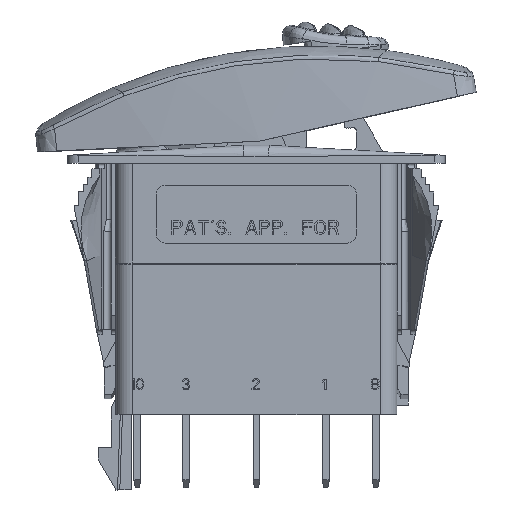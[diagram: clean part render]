
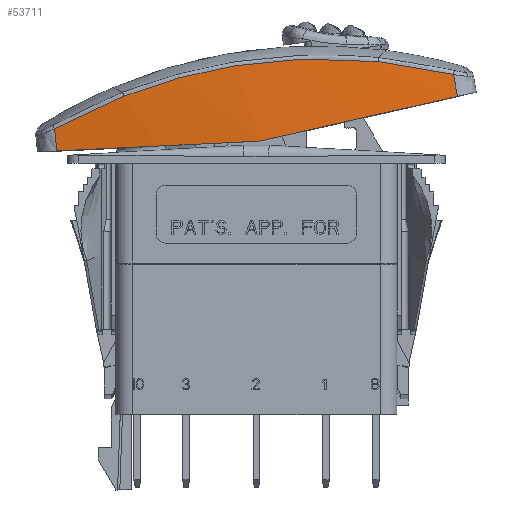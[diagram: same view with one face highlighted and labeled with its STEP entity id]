
A CAD part, top view. The second image highlights one B-rep face of the part: STEP entity #53711.
In plain terms, the highlighted conical face has half-angle 2 degrees and reference radius 177.644 mm.
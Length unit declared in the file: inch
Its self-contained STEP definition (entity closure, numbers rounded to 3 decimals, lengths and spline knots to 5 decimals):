
#4295=CARTESIAN_POINT('',(0.01382,0.55344,
0.53));
#4296=CARTESIAN_POINT('',(-0.13896,0.5461,
0.52953));
#4297=CARTESIAN_POINT('',(-0.44386,0.53145,
0.51866));
#4298=CARTESIAN_POINT('',(-0.7474,0.51687,
0.48804));
#4299=CARTESIAN_POINT('',(-0.89884,0.5096,
0.46776));
#4305=CARTESIAN_POINT('',(0.90501,0.75509,
0.46776));
#4306=CARTESIAN_POINT('',(0.75714,0.72163,
0.48804));
#4307=CARTESIAN_POINT('',(0.46073,0.65456,
0.51866));
#4308=CARTESIAN_POINT('',(0.16301,0.58719,
0.52953));
#4309=CARTESIAN_POINT('',(0.01382,0.55344,
0.53));
#4392=CARTESIAN_POINT('',(-0.90877,0.60913,
0.46471));
#4393=CARTESIAN_POINT('',(-0.90767,0.59807,
0.46505));
#4394=CARTESIAN_POINT('',(-0.90546,0.57595,
0.46573));
#4395=CARTESIAN_POINT('',(-0.90215,0.54278,
0.46674));
#4396=CARTESIAN_POINT('',(-0.89994,0.52066,
0.46742));
#4397=CARTESIAN_POINT('',(-0.89884,0.5096,
0.46776));
#4506=CARTESIAN_POINT('',(0.88798,0.85366,
0.46471));
#4507=CARTESIAN_POINT('',(0.88987,0.84271,
0.46505));
#4508=CARTESIAN_POINT('',(0.89366,0.8208,
0.46573));
#4509=CARTESIAN_POINT('',(0.89933,0.78795,
0.46674));
#4510=CARTESIAN_POINT('',(0.90312,0.76604,
0.46742));
#4511=CARTESIAN_POINT('',(0.90501,0.75509,
0.46776));
#4533=CARTESIAN_POINT('',(0.88798,0.85366,
0.46471));
#5136=CARTESIAN_POINT('',(0.54785,0.91196,
0.49621));
#5137=CARTESIAN_POINT('',(0.52711,0.91404,
0.49772));
#5138=CARTESIAN_POINT('',(0.48567,0.91769,
0.50059));
#5139=CARTESIAN_POINT('',(0.42365,0.92162,
0.50441));
#5140=CARTESIAN_POINT('',(0.36182,0.92402,
0.50775));
#5141=CARTESIAN_POINT('',(0.30023,0.92489,
0.5106));
#5142=CARTESIAN_POINT('',(0.23889,0.92424,
0.51298));
#5143=CARTESIAN_POINT('',(0.17784,0.92208,
0.51488));
#5144=CARTESIAN_POINT('',(0.11707,0.91842,
0.5163));
#5145=CARTESIAN_POINT('',(0.05658,0.91325,
0.51725));
#5146=CARTESIAN_POINT('',(-0.00367,0.90659,
0.51772));
#5147=CARTESIAN_POINT('',(-0.06369,0.89842,
0.51772));
#5148=CARTESIAN_POINT('',(-0.12353,0.88874,
0.51725));
#5149=CARTESIAN_POINT('',(-0.18321,0.87755,
0.5163));
#5150=CARTESIAN_POINT('',(-0.24274,0.86485,
0.51488));
#5151=CARTESIAN_POINT('',(-0.30216,0.85061,
0.51298));
#5152=CARTESIAN_POINT('',(-0.36143,0.83484,
0.5106));
#5153=CARTESIAN_POINT('',(-0.42055,0.81754,
0.50775));
#5154=CARTESIAN_POINT('',(-0.47949,0.79871,
0.50441));
#5155=CARTESIAN_POINT('',(-0.53821,0.77834,
0.50059));
#5156=CARTESIAN_POINT('',(-0.57716,0.76376,
0.49772));
#5157=CARTESIAN_POINT('',(-0.59659,0.75621,
0.49621));
#5187=CARTESIAN_POINT('',(-0.59659,0.75621,
0.49621));
#5188=CARTESIAN_POINT('',(-0.61293,0.74986,
0.49494));
#5189=CARTESIAN_POINT('',(-0.6461,0.73652,
0.49225));
#5190=CARTESIAN_POINT('',(-0.69731,0.7145,
0.48771));
#5191=CARTESIAN_POINT('',(-0.74998,0.69043,
0.48264));
#5192=CARTESIAN_POINT('',(-0.80333,0.66463,
0.47708));
#5193=CARTESIAN_POINT('',(-0.85646,0.63751,
0.4711));
#5194=CARTESIAN_POINT('',(-0.8914,0.61872,
0.46688));
#5195=CARTESIAN_POINT('',(-0.90877,0.60913,
0.46471));
#5217=CARTESIAN_POINT('',(-0.90877,0.60913,
0.46471));
#5780=CARTESIAN_POINT('',(0.88798,0.85366,
0.46471));
#5781=CARTESIAN_POINT('',(0.86868,0.85826,
0.46688));
#5782=CARTESIAN_POINT('',(0.82999,0.86703,
0.4711));
#5783=CARTESIAN_POINT('',(0.77154,0.87896,
0.47708));
#5784=CARTESIAN_POINT('',(0.71324,0.88957,
0.48264));
#5785=CARTESIAN_POINT('',(0.65606,0.89868,
0.48771));
#5786=CARTESIAN_POINT('',(0.60082,0.90621,
0.49225));
#5787=CARTESIAN_POINT('',(0.56529,0.91021,
0.49494));
#5788=CARTESIAN_POINT('',(0.54785,0.91196,
0.49621));
#47957=VERTEX_POINT('',#5217);
#47970=VERTEX_POINT('',#4533);
#47971=VERTEX_POINT('',#5788);
#47974=VERTEX_POINT('',#5157);
#47983=VERTEX_POINT('',#4295);
#47984=VERTEX_POINT('',#4299);
#47985=VERTEX_POINT('',#4305);
#53692=CARTESIAN_POINT('',(-0.00993,0.72797,-6.47));
#53693=DIRECTION('',(0.135,-0.991,0.));
#53694=DIRECTION('',(0.991,0.135,0.));
#53695=AXIS2_PLACEMENT_3D('',#53692,#53693,#53694);
#53696=CONICAL_SURFACE('',#53695,6.99385,2.);
#53697=ORIENTED_EDGE('',*,*,#53657,.T.);
#53699=ORIENTED_EDGE('',*,*,#53698,.F.);
#53701=ORIENTED_EDGE('',*,*,#53700,.F.);
#53703=ORIENTED_EDGE('',*,*,#53702,.F.);
#53705=ORIENTED_EDGE('',*,*,#53704,.F.);
#53707=ORIENTED_EDGE('',*,*,#53706,.T.);
#53708=ORIENTED_EDGE('',*,*,#53668,.T.);
#53709=EDGE_LOOP('',(#53697,#53699,#53701,#53703,#53705,#53707,#53708));
#53710=FACE_OUTER_BOUND('',#53709,.F.);
#4300=B_SPLINE_CURVE_WITH_KNOTS('',3,(#4295,#4296,#4297,#4298,#4299),
.UNSPECIFIED.,.F.,.F.,(4,1,4),(0.,0.5,1.),.UNSPECIFIED.);
#4310=B_SPLINE_CURVE_WITH_KNOTS('',3,(#4305,#4306,#4307,#4308,#4309),
.UNSPECIFIED.,.F.,.F.,(4,1,4),(0.,0.5,1.),.UNSPECIFIED.);
#4398=B_SPLINE_CURVE_WITH_KNOTS('',3,(#4392,#4393,#4394,#4395,#4396,#4397),
.UNSPECIFIED.,.F.,.F.,(4,1,1,4),(0.,0.33333,0.66667,1.),
.UNSPECIFIED.);
#4512=B_SPLINE_CURVE_WITH_KNOTS('',3,(#4506,#4507,#4508,#4509,#4510,#4511),
.UNSPECIFIED.,.F.,.F.,(4,1,1,4),(0.,0.33333,0.66667,1.),
.UNSPECIFIED.);
#5158=B_SPLINE_CURVE_WITH_KNOTS('',3,(#5136,#5137,#5138,#5139,#5140,#5141,#5142,
#5143,#5144,#5145,#5146,#5147,#5148,#5149,#5150,#5151,#5152,#5153,#5154,#5155,
#5156,#5157),.UNSPECIFIED.,.F.,.F.,(4,1,1,1,1,1,1,1,1,1,1,1,1,1,1,1,1,1,1,4),(
0.,0.05263,0.10526,0.15789,0.21053,
0.26316,0.31579,0.36842,0.42105,
0.47368,0.52632,0.57895,0.63158,
0.68421,0.73684,0.78947,0.84211,
0.89474,0.94737,1.),.UNSPECIFIED.);
#5196=B_SPLINE_CURVE_WITH_KNOTS('',3,(#5187,#5188,#5189,#5190,#5191,#5192,#5193,
#5194,#5195),.UNSPECIFIED.,.F.,.F.,(4,1,1,1,1,1,4),(0.,0.16667,
0.33333,0.5,0.66667,0.83333,1.),
.UNSPECIFIED.);
#5789=B_SPLINE_CURVE_WITH_KNOTS('',3,(#5780,#5781,#5782,#5783,#5784,#5785,#5786,
#5787,#5788),.UNSPECIFIED.,.F.,.F.,(4,1,1,1,1,1,4),(0.,0.16667,
0.33333,0.5,0.66667,0.83333,1.),
.UNSPECIFIED.);
#53657=EDGE_CURVE('',#47983,#47984,#4300,.T.);
#53668=EDGE_CURVE('',#47985,#47983,#4310,.T.);
#53698=EDGE_CURVE('',#47957,#47984,#4398,.T.);
#53700=EDGE_CURVE('',#47974,#47957,#5196,.T.);
#53702=EDGE_CURVE('',#47971,#47974,#5158,.T.);
#53704=EDGE_CURVE('',#47970,#47971,#5789,.T.);
#53706=EDGE_CURVE('',#47970,#47985,#4512,.T.);
#53711=ADVANCED_FACE('',(#53710),#53696,.T.);
